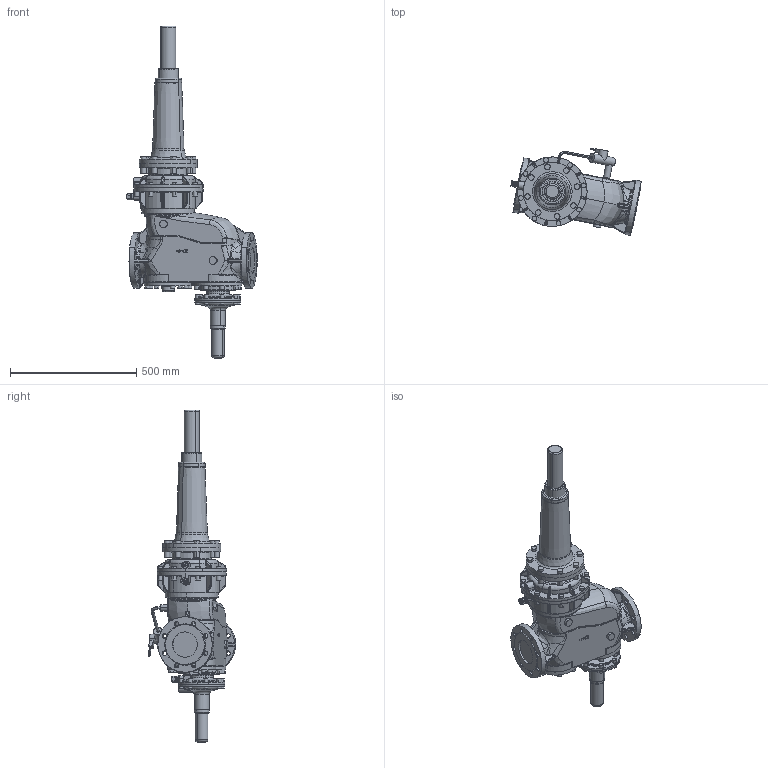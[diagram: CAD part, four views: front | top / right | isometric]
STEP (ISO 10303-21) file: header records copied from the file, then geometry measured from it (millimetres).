
FILE_DESCRIPTION(('CATIA V5 STEP Exchange'),'2;1');
FILE_NAME('RS 255 DN 100-275-HDS.stp','2016-11-29T13:38:30+00:00',('none'),('none'),'CATIA Version 5 Release 19 SP 9 (IN-10)','CATIA V5 STEP AP203','none');
FILE_SCHEMA(('CONFIG_CONTROL_DESIGN'));
Products named in the file (1): Product1
Assembly tree (2 placements, depth 2):
  Product1
    #58
    #116170
Bounding box: 516.13 x 345.46 x 1315 mm (x, y, z)
Volume: 35139453.6 mm3; surface area: 1312996.3 mm2
Topology: 2 solids, 27 shells, 2385 faces, 5755 edges, 3381 vertices
Faces by surface type: cylinder 737, bspline 591, torus 439, plane 384, cone 132, sphere 100, revolution 2
Entity records: 117062 total; most frequent: CARTESIAN_POINT 70825, ORIENTED_EDGE 11234, DIRECTION 6125, EDGE_CURVE 5617, AXIS2_PLACEMENT_3D 3519, VERTEX_POINT 3381, EDGE_LOOP 2516, ADVANCED_FACE 2384
